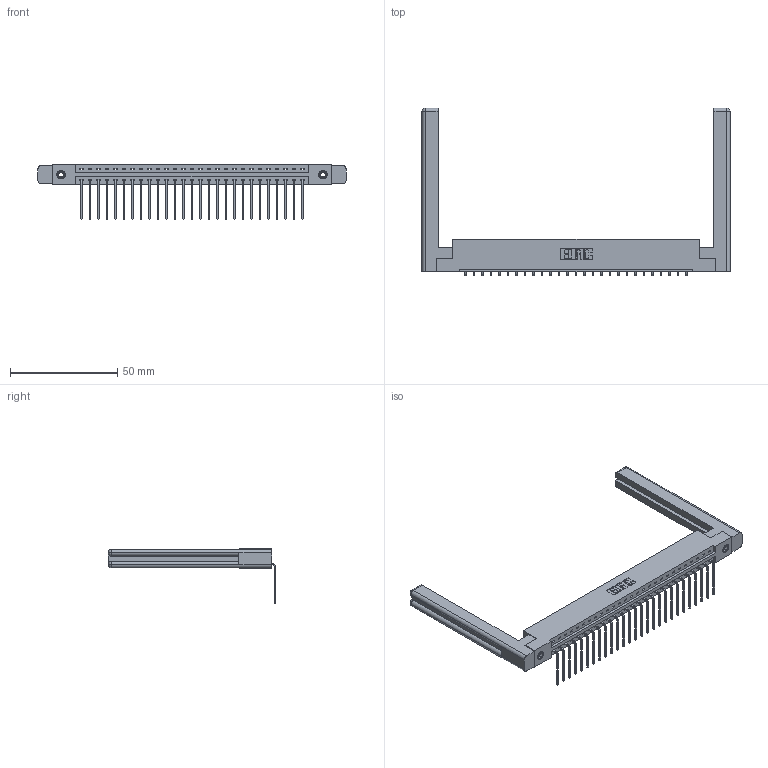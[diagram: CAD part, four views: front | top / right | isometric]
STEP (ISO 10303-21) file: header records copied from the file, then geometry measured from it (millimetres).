
FILE_DESCRIPTION (( 'STEP AP203' ), '1' );
FILE_NAME ('337-027-559-158.STEP', '2019-09-30T20:17:53', ( '' ), ( '' ), 'SwSTEP 2.0', 'SolidWorks 2016', '' );
FILE_SCHEMA (( 'CONFIG_CONTROL_DESIGN' ));
Length unit declared in the file: inch
Products named in the file (5): 345-292-001_558 559 Tail - 1; 337 Part_Flush Mounting Lugs - 0.156 Dia-TI; 337-027-559-158; 345-250-001_345-250-001-102; 307-220-058
Assembly tree (32 placements, depth 2):
  337-027-559-158
    337 Part_Flush Mounting Lugs - 0.156 Dia-TI
    345-292-001_558 559 Tail - 1  x27
    345-250-001_345-250-001-102  x2
    307-220-058  x2
Bounding box: 143.61 x 78.17 x 25.53 mm (x, y, z)
Volume: 21990.4 mm3; surface area: 21005.3 mm2
Topology: 32 solids, 32 shells, 1984 faces, 5903 edges, 3886 vertices
Faces by surface type: plane 1450, cylinder 510, cone 12, torus 12
Entity records: 24728 total; most frequent: CARTESIAN_POINT 4306, ORIENTED_EDGE 4208, DIRECTION 3674, EDGE_CURVE 2104, LINE 1928, VECTOR 1928, VERTEX_POINT 1394, AXIS2_PLACEMENT_3D 873
